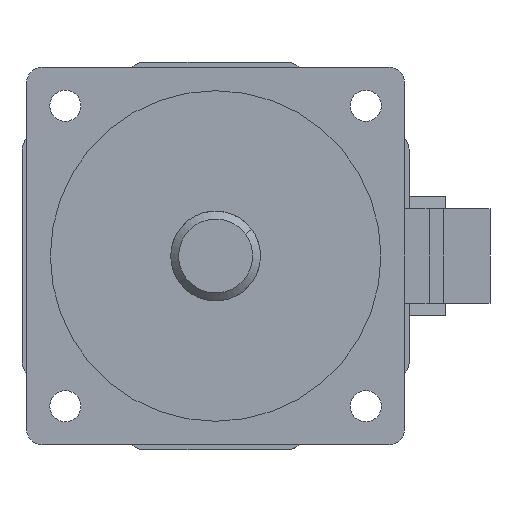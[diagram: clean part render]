
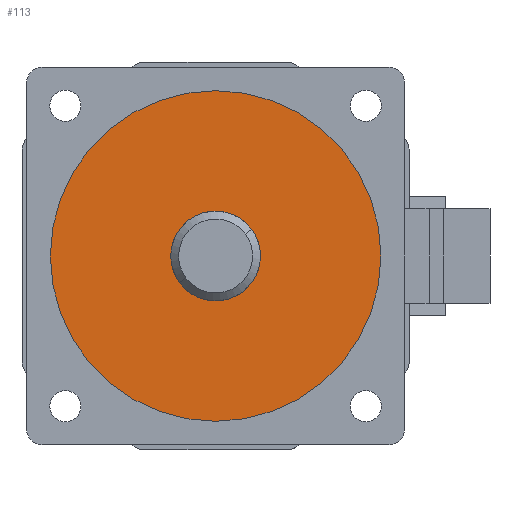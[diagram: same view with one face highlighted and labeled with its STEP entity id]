
A CAD part, left-side view. The second image highlights one B-rep face of the part: STEP entity #113.
In plain terms, the highlighted planar face has unit normal (-1, 0, 0).
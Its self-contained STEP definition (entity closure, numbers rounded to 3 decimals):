
#113 = ADVANCED_FACE ( 'NONE', ( #1072, #1073 ), #1074, .F. ) ;
#164 = EDGE_LOOP ( 'NONE', ( #3023, #3253 ) ) ;
#170 = EDGE_CURVE ( 'NONE', #2940, #2569, #1555, .T. ) ;
#474 = CARTESIAN_POINT ( 'NONE',  ( -3., 35., 0. ) ) ;
#876 = CIRCLE ( 'NONE', #877, 9.5 ) ;
#877 = AXIS2_PLACEMENT_3D ( 'NONE', #878, #879, #880 ) ;
#878 = CARTESIAN_POINT ( 'NONE',  ( -3., 0., 0. ) ) ;
#879 = DIRECTION ( 'NONE',  ( -1., 0., 0. ) ) ;
#880 = DIRECTION ( 'NONE',  ( 0., -1., 0. ) ) ;
#951 = CARTESIAN_POINT ( 'NONE',  ( -3., -35., 0. ) ) ;
#979 = CIRCLE ( 'NONE', #981, 35. ) ;
#981 = AXIS2_PLACEMENT_3D ( 'NONE', #982, #983, #984 ) ;
#982 = CARTESIAN_POINT ( 'NONE',  ( -3., 0., 0. ) ) ;
#983 = DIRECTION ( 'NONE',  ( -1., 0., 0. ) ) ;
#984 = DIRECTION ( 'NONE',  ( 0., -1., 0. ) ) ;
#1072 = FACE_BOUND ( 'NONE', #164, .T. ) ;
#1073 = FACE_OUTER_BOUND ( 'NONE', #3307, .T. ) ;
#1074 = PLANE ( 'NONE',  #1075 ) ;
#1075 = AXIS2_PLACEMENT_3D ( 'NONE', #1076, #1077, #1078 ) ;
#1076 = CARTESIAN_POINT ( 'NONE',  ( -3., 9.5, 0. ) ) ;
#1077 = DIRECTION ( 'NONE',  ( 1., 0., 0. ) ) ;
#1078 = DIRECTION ( 'NONE',  ( 0., 1., 0. ) ) ;
#1555 = CIRCLE ( 'NONE', #1556, 35. ) ;
#1556 = AXIS2_PLACEMENT_3D ( 'NONE', #1557, #1558, #1559 ) ;
#1557 = CARTESIAN_POINT ( 'NONE',  ( -3., 0., 0. ) ) ;
#1558 = DIRECTION ( 'NONE',  ( -1., 0., 0. ) ) ;
#1559 = DIRECTION ( 'NONE',  ( 0., -1., 0. ) ) ;
#1888 = CIRCLE ( 'NONE', #1889, 9.5 ) ;
#1889 = AXIS2_PLACEMENT_3D ( 'NONE', #1890, #1891, #1892 ) ;
#1890 = CARTESIAN_POINT ( 'NONE',  ( -3., 0., 0. ) ) ;
#1891 = DIRECTION ( 'NONE',  ( -1., 0., 0. ) ) ;
#1892 = DIRECTION ( 'NONE',  ( 0., -1., 0. ) ) ;
#2080 = CARTESIAN_POINT ( 'NONE',  ( -3., -9.5, 0. ) ) ;
#2153 = CARTESIAN_POINT ( 'NONE',  ( -3., 9.5, 0. ) ) ;
#2569 = VERTEX_POINT ( 'NONE', #474 ) ;
#2920 = EDGE_CURVE ( 'NONE', #3194, #3552, #876, .T. ) ;
#2940 = VERTEX_POINT ( 'NONE', #951 ) ;
#3023 = ORIENTED_EDGE ( 'NONE', *, *, #3530, .F. ) ;
#3194 = VERTEX_POINT ( 'NONE', #2153 ) ;
#3253 = ORIENTED_EDGE ( 'NONE', *, *, #2920, .F. ) ;
#3273 = ORIENTED_EDGE ( 'NONE', *, *, #170, .T. ) ;
#3307 = EDGE_LOOP ( 'NONE', ( #3273, #3407 ) ) ;
#3407 = ORIENTED_EDGE ( 'NONE', *, *, #3429, .T. ) ;
#3429 = EDGE_CURVE ( 'NONE', #2569, #2940, #979, .T. ) ;
#3530 = EDGE_CURVE ( 'NONE', #3552, #3194, #1888, .T. ) ;
#3552 = VERTEX_POINT ( 'NONE', #2080 ) ;
